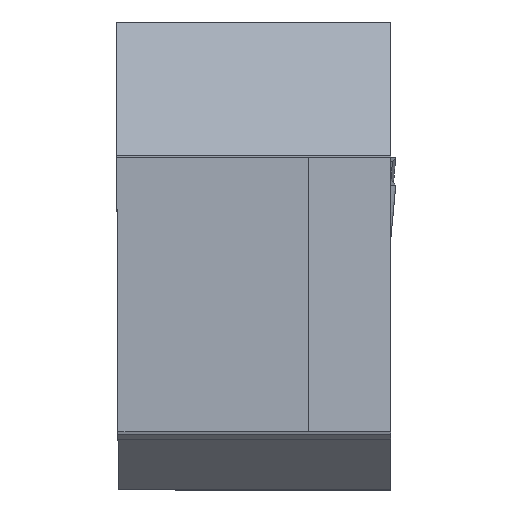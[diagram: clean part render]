
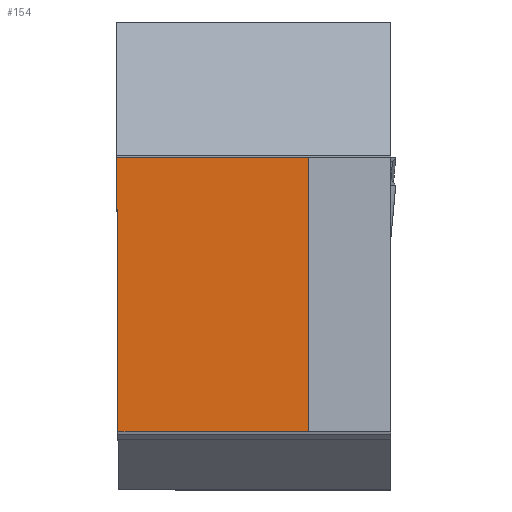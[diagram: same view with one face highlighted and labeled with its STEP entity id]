
A CAD part, top view. The second image highlights one B-rep face of the part: STEP entity #154.
In plain terms, the highlighted planar face has unit normal (0, 0, 1).
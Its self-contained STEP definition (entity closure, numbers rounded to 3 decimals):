
#154=ADVANCED_FACE('BLANK_BOXF006',(#273),#220,.T.);
#220=PLANE('',#1504);
#273=FACE_OUTER_BOUND('',#341,.T.);
#341=EDGE_LOOP('',(#508,#509,#510,#511));
#508=ORIENTED_EDGE('',*,*,#998,.T.);
#509=ORIENTED_EDGE('',*,*,#977,.T.);
#510=ORIENTED_EDGE('',*,*,#999,.F.);
#511=ORIENTED_EDGE('',*,*,#1000,.F.);
#845=VERTEX_POINT('',#2036);
#846=VERTEX_POINT('',#2038);
#857=VERTEX_POINT('',#2092);
#858=VERTEX_POINT('',#2094);
#977=EDGE_CURVE('',#846,#845,#1160,.T.);
#998=EDGE_CURVE('',#857,#846,#1178,.T.);
#999=EDGE_CURVE('',#858,#845,#1179,.T.);
#1000=EDGE_CURVE('',#857,#858,#1180,.T.);
#1160=LINE('',#2037,#1307);
#1178=LINE('',#2091,#1325);
#1179=LINE('',#2093,#1326);
#1180=LINE('',#2095,#1327);
#1307=VECTOR('',#1650,1.);
#1325=VECTOR('',#1686,1.);
#1326=VECTOR('',#1687,1.);
#1327=VECTOR('',#1688,1.);
#1504=AXIS2_PLACEMENT_3D('',#2096,#1689,#1690);
#1650=DIRECTION('',(0.004,-1.,0.));
#1686=DIRECTION('',(-1.,0.,0.));
#1687=DIRECTION('',(-1.,0.,0.));
#1688=DIRECTION('',(0.,-1.,0.));
#1689=DIRECTION('',(0.,0.,1.));
#1690=DIRECTION('',(1.,0.,0.));
#2036=CARTESIAN_POINT('',(0.043,0.,0.));
#2037=CARTESIAN_POINT('',(-0.027,16.021,0.));
#2038=CARTESIAN_POINT('',(0.,9.925,0.));
#2091=CARTESIAN_POINT('',(-22.,9.925,0.));
#2092=CARTESIAN_POINT('',(6.951,9.925,0.));
#2093=CARTESIAN_POINT('',(-22.,0.,0.));
#2094=CARTESIAN_POINT('',(6.951,0.,0.));
#2095=CARTESIAN_POINT('',(6.951,0.,0.));
#2096=CARTESIAN_POINT('',(-22.,15.925,0.));
